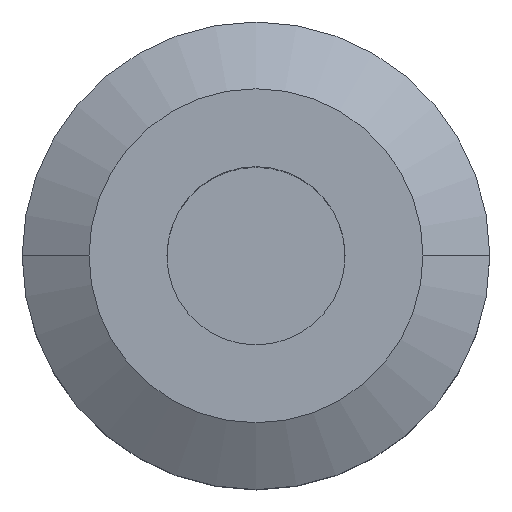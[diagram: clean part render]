
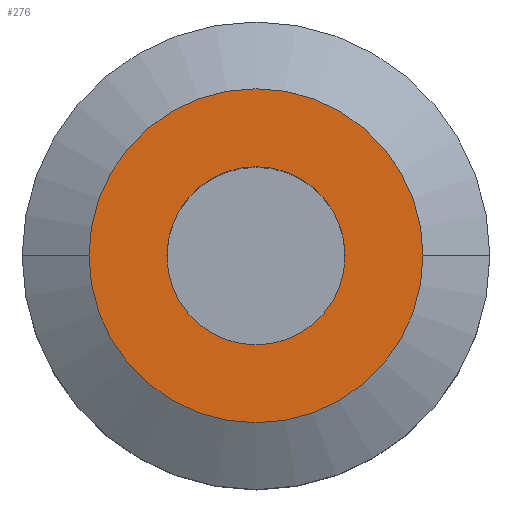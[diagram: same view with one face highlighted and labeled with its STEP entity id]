
A CAD part, top view. The second image highlights one B-rep face of the part: STEP entity #276.
In plain terms, the highlighted planar face has unit normal (0, 0, 1).
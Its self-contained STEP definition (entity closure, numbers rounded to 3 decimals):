
#5 = CARTESIAN_POINT ( 'NONE',  ( 0., 0., 80. ) ) ;
#42 = EDGE_CURVE ( 'NONE', #479, #2774, #1605, .T. ) ;
#86 = EDGE_LOOP ( 'NONE', ( #2738, #2874 ) ) ;
#107 = DIRECTION ( 'NONE',  ( 0., 0., -1. ) ) ;
#197 = AXIS2_PLACEMENT_3D ( 'NONE', #1771, #3030, #2813 ) ;
#276 = ADVANCED_FACE ( 'NONE', ( #1428, #1047 ), #1245, .T. ) ;
#412 = EDGE_LOOP ( 'NONE', ( #2641, #474 ) ) ;
#474 = ORIENTED_EDGE ( 'NONE', *, *, #2916, .F. ) ;
#479 = VERTEX_POINT ( 'NONE', #1579 ) ;
#503 = DIRECTION ( 'NONE',  ( 0., 0., -1. ) ) ;
#698 = CIRCLE ( 'NONE', #3383, 15. ) ;
#771 = DIRECTION ( 'NONE',  ( -1., 0., 0. ) ) ;
#775 = AXIS2_PLACEMENT_3D ( 'NONE', #2324, #503, #771 ) ;
#913 = DIRECTION ( 'NONE',  ( -1., 0., 0. ) ) ;
#1023 = DIRECTION ( 'NONE',  ( 0., 0., -1. ) ) ;
#1047 = FACE_OUTER_BOUND ( 'NONE', #412, .T. ) ;
#1076 = CARTESIAN_POINT ( 'NONE',  ( 0., 0., 80. ) ) ;
#1079 = AXIS2_PLACEMENT_3D ( 'NONE', #5, #1023, #1845 ) ;
#1081 = CIRCLE ( 'NONE', #1079, 8. ) ;
#1089 = EDGE_CURVE ( 'NONE', #1700, #3169, #698, .T. ) ;
#1245 = PLANE ( 'NONE',  #197 ) ;
#1385 = AXIS2_PLACEMENT_3D ( 'NONE', #1076, #2408, #2164 ) ;
#1424 = CARTESIAN_POINT ( 'NONE',  ( 15., 0., 80. ) ) ;
#1428 = FACE_BOUND ( 'NONE', #86, .T. ) ;
#1579 = CARTESIAN_POINT ( 'NONE',  ( 8., 0., 80. ) ) ;
#1605 = CIRCLE ( 'NONE', #1385, 8. ) ;
#1700 = VERTEX_POINT ( 'NONE', #2950 ) ;
#1771 = CARTESIAN_POINT ( 'NONE',  ( 0., 15., 80. ) ) ;
#1845 = DIRECTION ( 'NONE',  ( -1., 0., 0. ) ) ;
#2015 = EDGE_CURVE ( 'NONE', #2774, #479, #1081, .T. ) ;
#2062 = CIRCLE ( 'NONE', #775, 15. ) ;
#2164 = DIRECTION ( 'NONE',  ( -1., 0., 0. ) ) ;
#2211 = CARTESIAN_POINT ( 'NONE',  ( 0., 0., 80. ) ) ;
#2324 = CARTESIAN_POINT ( 'NONE',  ( 0., 0., 80. ) ) ;
#2330 = CARTESIAN_POINT ( 'NONE',  ( -8., 0., 80. ) ) ;
#2408 = DIRECTION ( 'NONE',  ( 0., 0., -1. ) ) ;
#2641 = ORIENTED_EDGE ( 'NONE', *, *, #1089, .F. ) ;
#2738 = ORIENTED_EDGE ( 'NONE', *, *, #2015, .T. ) ;
#2774 = VERTEX_POINT ( 'NONE', #2330 ) ;
#2813 = DIRECTION ( 'NONE',  ( 1., 0., 0. ) ) ;
#2874 = ORIENTED_EDGE ( 'NONE', *, *, #42, .T. ) ;
#2916 = EDGE_CURVE ( 'NONE', #3169, #1700, #2062, .T. ) ;
#2950 = CARTESIAN_POINT ( 'NONE',  ( -15., 0., 80. ) ) ;
#3030 = DIRECTION ( 'NONE',  ( 0., 0., 1. ) ) ;
#3169 = VERTEX_POINT ( 'NONE', #1424 ) ;
#3383 = AXIS2_PLACEMENT_3D ( 'NONE', #2211, #107, #913 ) ;
